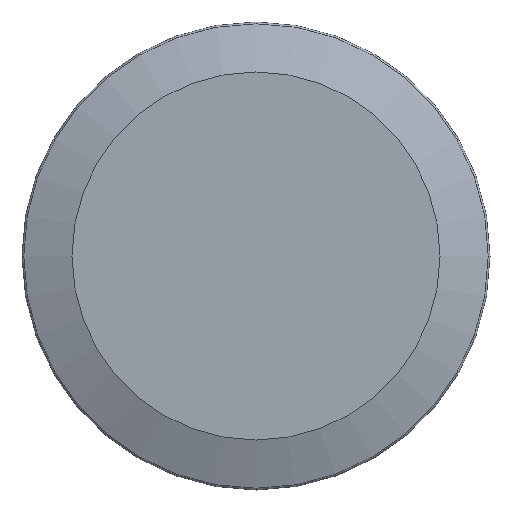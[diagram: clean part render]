
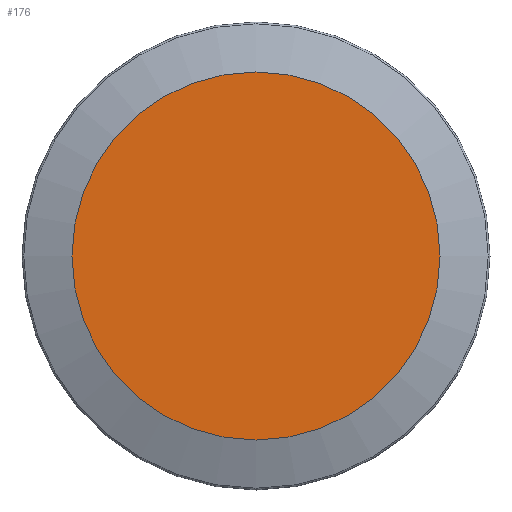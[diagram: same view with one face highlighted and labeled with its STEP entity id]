
A CAD part, left-side view. The second image highlights one B-rep face of the part: STEP entity #176.
In plain terms, the highlighted planar face has unit normal (-1, 0, 0).
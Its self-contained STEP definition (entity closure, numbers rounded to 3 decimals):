
#19=PLANE('',#227);
#41=FACE_OUTER_BOUND('',#53,.T.);
#53=EDGE_LOOP('',(#161));
#69=CIRCLE('',#220,51.125);
#87=VERTEX_POINT('',#335);
#108=EDGE_CURVE('',#87,#87,#69,.T.);
#161=ORIENTED_EDGE('',*,*,#108,.F.);
#176=ADVANCED_FACE('',(#41),#19,.T.);
#220=AXIS2_PLACEMENT_3D('',#337,#279,#280);
#227=AXIS2_PLACEMENT_3D('',#347,#294,#295);
#279=DIRECTION('center_axis',(1.,0.,0.));
#280=DIRECTION('ref_axis',(0.,0.,-1.));
#294=DIRECTION('center_axis',(-1.,0.,0.));
#295=DIRECTION('ref_axis',(0.,0.,1.));
#335=CARTESIAN_POINT('',(-7.9,-51.125,0.));
#337=CARTESIAN_POINT('Origin',(-7.9,0.,0.));
#347=CARTESIAN_POINT('Origin',(-7.9,51.125,0.));
